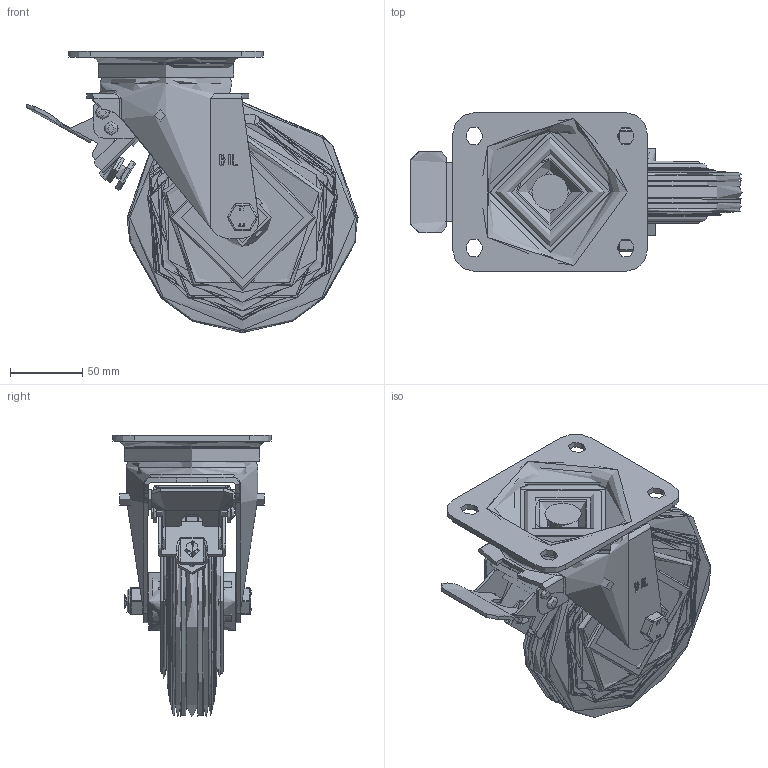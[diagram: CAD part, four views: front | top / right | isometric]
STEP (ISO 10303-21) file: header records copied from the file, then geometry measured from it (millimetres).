
FILE_DESCRIPTION(/* description */ (''),/* implementation_level */ '2;1');
FILE_NAME(/* name */ 'BZWB160GRBSWB.step',/* time_stamp */ '2025-06-09T16:32:27+01:00',/* author */ (''),/* organization */ (''),/* preprocessor_version */ 'ST-DEVELOPER v20.1',/* originating_system */ 'Autodesk Translation Framework v14.10.0.0',/* authorisation */ '');
FILE_SCHEMA (('AUTOMOTIVE_DESIGN { 1 0 10303 214 3 1 1 }'));
Products named in the file (34): BZWB160GRBSWB; BZWB160ASSWB v1; ZINC PLATED, PRESSED STEEL TOP PLATE; ZINC PLATED, PRESSED STEEL FORKS; BEARING SEAL; ZINC PLATED, PRESSED STEEL BRAKE; BRAKE 1; BRAKE 2; BRAKE PEDAL; BOLT; BOLT2; BOLT3; SPACER; brake bolt; WASHER; WASHER2; SPRING; BZH160WGRRB v1; RUBBER TYRE; POLYPROPYLENE RIM; POLYPROPYLENE RIM Geometry; CAP; ROLLER BEARING; CAGE; Pattern; Component1; TUBEM20X60 v1; ZINC PLATED STEEL TUBE; HEXBOLTM12X80Z8.8 v2; GRADE 8.8 ZINC PLATED BOLT; NYLOCM12Z v1; NYLOC NUT; NUT; RUBBER
Assembly tree (40 placements, depth 5):
  BZWB160GRBSWB
    BZWB160ASSWB v1
      ZINC PLATED, PRESSED STEEL TOP PLATE
      ZINC PLATED, PRESSED STEEL FORKS
      BEARING SEAL
      ZINC PLATED, PRESSED STEEL BRAKE
        BRAKE 1
        BRAKE 2
        BRAKE PEDAL
        BOLT
        BOLT2
        BOLT3
        SPACER
        brake bolt
        WASHER
        WASHER2
        SPRING
    BZH160WGRRB v1
      RUBBER TYRE
      POLYPROPYLENE RIM
        POLYPROPYLENE RIM Geometry
        CAP
      ROLLER BEARING
        CAGE
        Pattern
          Component1  x8
    TUBEM20X60 v1
      ZINC PLATED STEEL TUBE
    HEXBOLTM12X80Z8.8 v2
      GRADE 8.8 ZINC PLATED BOLT
    NYLOCM12Z v1
      NYLOC NUT
        NUT
        RUBBER
Bounding box: 230 x 110 x 195 mm (x, y, z)
Volume: 814744.9 mm3; surface area: 282335.6 mm2
Topology: 32 solids, 32 shells, 1071 faces, 2733 edges, 1751 vertices
Faces by surface type: plane 425, cylinder 293, bspline 200, torus 85, cone 44, sphere 24
Full cylindrical faces by diameter (mm): 2 x10, 4 x2, 5.9 x2, 6 x6, 7.5 x8, 7.8 x1, 8 x16, 8.5 x2, 9 x2, 9.5 x2, 9.836 x18, 10 x3, 11.834 x18, 12 x3, 12.2 x2, 12.5 x1, 14 x4, 18 x1, 18.5 x1, 19 x2, 19.9 x1, 20 x3, 26 x1, 34 x2, 34.9 x1, 35 x1, 40 x2, 55 x2, 70 x1, 85 x3
Entity records: 80089 total; most frequent: CARTESIAN_POINT 54439, ORIENTED_EDGE 5422, DIRECTION 4830, EDGE_CURVE 2711, AXIS2_PLACEMENT_3D 1859, VERTEX_POINT 1737, EDGE_LOOP 1156, LINE 1112
